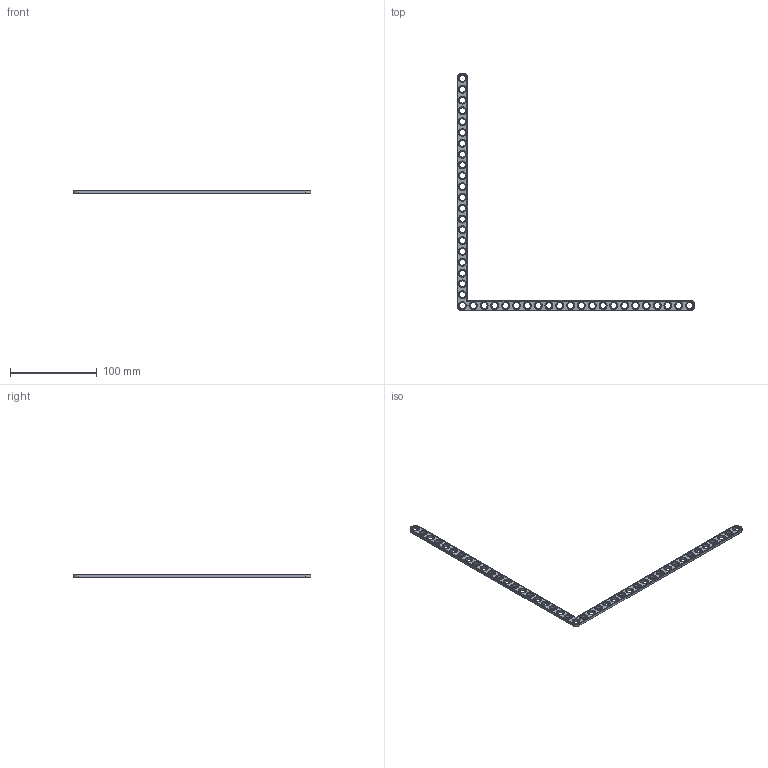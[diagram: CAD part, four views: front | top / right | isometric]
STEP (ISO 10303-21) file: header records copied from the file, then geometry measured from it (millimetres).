
FILE_DESCRIPTION(('FreeCAD Model'),'2;1');
FILE_NAME('Open CASCADE Shape Model','2024-02-09T22:42:21',(''),(''), 'Open CASCADE STEP processor 7.6','FreeCAD','Unknown');
FILE_SCHEMA(('AUTOMOTIVE_DESIGN { 1 0 10303 214 1 1 1 1 }'));
Products named in the file (1): Brace AGD 90 SYM ERR BU22x00.25 - SPN-BRC-0630 (stemfie.org)
Bounding box: 275 x 275 x 3.12 mm (x, y, z)
Volume: 14983.1 mm3; surface area: 16155.8 mm2
Topology: 1 solids, 1 shells, 785 faces, 2015 edges, 1310 vertices
Faces by surface type: plane 367, extrusion 234, cone 92, cylinder 92
Full cylindrical faces by diameter (mm): 7 x43, 9.2 x43
Entity records: 51873 total; most frequent: CARTESIAN_POINT 12735, DIRECTION 6403, VECTOR 4606, LINE 4372, ORIENTED_EDGE 4030, PCURVE 4030, DEFINITIONAL_REPRESENTATION 4030, EDGE_CURVE 2015
